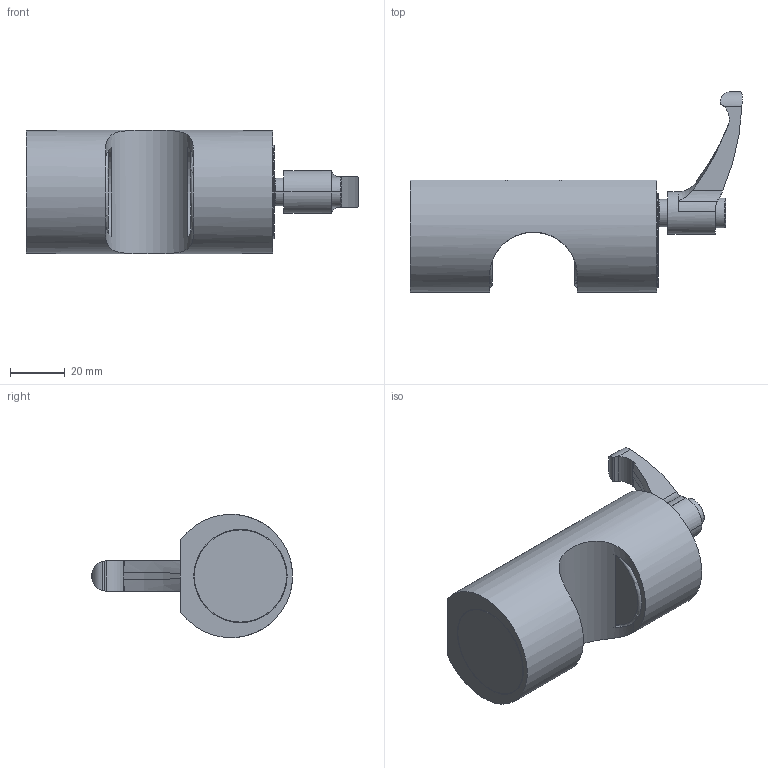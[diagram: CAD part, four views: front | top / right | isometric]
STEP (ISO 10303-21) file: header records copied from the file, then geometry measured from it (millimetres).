
FILE_DESCRIPTION((''),'2;1');
FILE_NAME('FRCCMAN30_SW0001','2017-07-04T14:13:36',('pietro.a'),(''),'CREO PARAMETRIC BY PTC INC, 2016510','CREO PARAMETRIC BY PTC INC, 2016510','');
FILE_SCHEMA(('CONFIG_CONTROL_DESIGN'));
Length unit declared in the file: millimetre
Products named in the file (1): FRCCMAN30_SW0001
Bounding box: 121 x 73.17 x 44.99 mm (x, y, z)
Volume: 120199.8 mm3; surface area: 23677.6 mm2
Topology: 1 solids, 1 shells, 129 faces, 332 edges, 200 vertices
Faces by surface type: cylinder 47, plane 36, cone 32, torus 12, bspline 2
Entity records: 4223 total; most frequent: CARTESIAN_POINT 1102, DIRECTION 669, ORIENTED_EDGE 636, EDGE_CURVE 318, AXIS2_PLACEMENT_3D 271, VERTEX_POINT 200, CIRCLE 144, EDGE_LOOP 140
